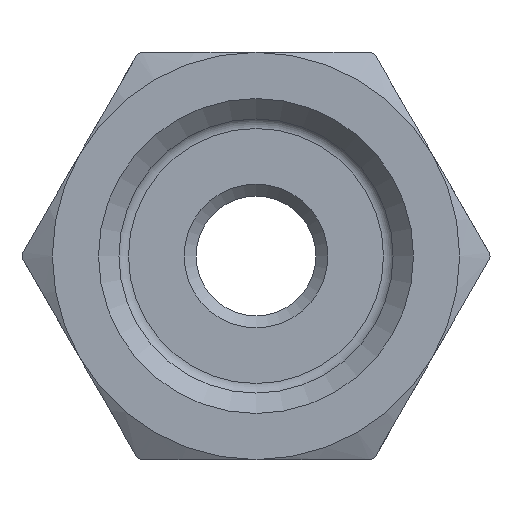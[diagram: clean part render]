
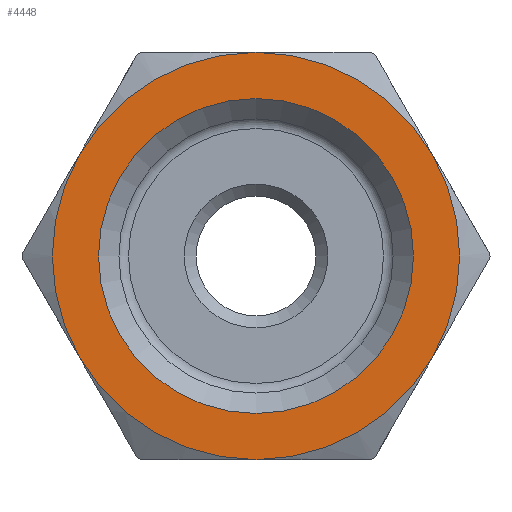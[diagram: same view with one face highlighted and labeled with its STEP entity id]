
A CAD part, left-side view. The second image highlights one B-rep face of the part: STEP entity #4448.
In plain terms, the highlighted planar face has unit normal (-1, 0, 0).
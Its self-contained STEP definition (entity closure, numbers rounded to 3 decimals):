
#808 = CIRCLE ( 'NONE', #814, 8.5 ) ;
#814 = AXIS2_PLACEMENT_3D ( 'NONE', #1223, #1231, #1246 ) ;
#820 = CIRCLE ( 'NONE', #822, 8.5 ) ;
#822 = AXIS2_PLACEMENT_3D ( 'NONE', #1278, #1294, #1257 ) ;
#1136 = CARTESIAN_POINT ( 'NONE',  ( 0., 0., 0. ) ) ;
#1138 = DIRECTION ( 'NONE',  ( -1., 0., 0. ) ) ;
#1140 = DIRECTION ( 'NONE',  ( 0., 0., -1. ) ) ;
#1144 = CARTESIAN_POINT ( 'NONE',  ( 0., 0., 0. ) ) ;
#1160 = DIRECTION ( 'NONE',  ( 0., 0., 1. ) ) ;
#1165 = DIRECTION ( 'NONE',  ( -1., 0., 0. ) ) ;
#1223 = CARTESIAN_POINT ( 'NONE',  ( 0., 0., 0. ) ) ;
#1231 = DIRECTION ( 'NONE',  ( -1., 0., 0. ) ) ;
#1246 = DIRECTION ( 'NONE',  ( 0., 0., -1. ) ) ;
#1257 = DIRECTION ( 'NONE',  ( 0., 0., -1. ) ) ;
#1262 = VERTEX_POINT ( 'NONE', #1266 ) ;
#1266 = CARTESIAN_POINT ( 'NONE',  ( 0., 0., 6.572 ) ) ;
#1278 = CARTESIAN_POINT ( 'NONE',  ( 0., 0., 0. ) ) ;
#1294 = DIRECTION ( 'NONE',  ( -1., 0., 0. ) ) ;
#2390 = DIRECTION ( 'NONE',  ( -1., 0., 0. ) ) ;
#2395 = CARTESIAN_POINT ( 'NONE',  ( 0., 0., 0. ) ) ;
#2396 = CARTESIAN_POINT ( 'NONE',  ( 0., 0., 0. ) ) ;
#2398 = DIRECTION ( 'NONE',  ( 0., 0., -1. ) ) ;
#2403 = DIRECTION ( 'NONE',  ( -1., 0., 0. ) ) ;
#2409 = DIRECTION ( 'NONE',  ( 0., 0., -1. ) ) ;
#2805 = AXIS2_PLACEMENT_3D ( 'NONE', #8696, #8684, #8701 ) ;
#2936 = AXIS2_PLACEMENT_3D ( 'NONE', #7397, #7420, #7421 ) ;
#2939 = CIRCLE ( 'NONE', #2936, 8.5 ) ;
#3229 = CIRCLE ( 'NONE', #3239, 6.572 ) ;
#3239 = AXIS2_PLACEMENT_3D ( 'NONE', #1144, #1138, #1160 ) ;
#3240 = CIRCLE ( 'NONE', #3243, 8.5 ) ;
#3243 = AXIS2_PLACEMENT_3D ( 'NONE', #1136, #1165, #1140 ) ;
#3245 = CIRCLE ( 'NONE', #3252, 8.5 ) ;
#3252 = AXIS2_PLACEMENT_3D ( 'NONE', #2396, #2390, #2398 ) ;
#3254 = CIRCLE ( 'NONE', #3267, 8.5 ) ;
#3267 = AXIS2_PLACEMENT_3D ( 'NONE', #2395, #2403, #2409 ) ;
#4448 = ADVANCED_FACE ( 'NONE', ( #8670, #8620 ), #8677, .T. ) ;
#4813 = EDGE_CURVE ( 'NONE', #5567, #5582, #2939, .T. ) ;
#5259 = EDGE_LOOP ( 'NONE', ( #6080, #6075, #6032, #6036, #6058, #6059 ) ) ;
#5287 = EDGE_LOOP ( 'NONE', ( #6090 ) ) ;
#5567 = VERTEX_POINT ( 'NONE', #9794 ) ;
#5578 = VERTEX_POINT ( 'NONE', #9766 ) ;
#5582 = VERTEX_POINT ( 'NONE', #9790 ) ;
#5595 = VERTEX_POINT ( 'NONE', #9815 ) ;
#5623 = VERTEX_POINT ( 'NONE', #9759 ) ;
#5681 = VERTEX_POINT ( 'NONE', #9884 ) ;
#6032 = ORIENTED_EDGE ( 'NONE', *, *, #8128, .T. ) ;
#6036 = ORIENTED_EDGE ( 'NONE', *, *, #8090, .T. ) ;
#6058 = ORIENTED_EDGE ( 'NONE', *, *, #8016, .T. ) ;
#6059 = ORIENTED_EDGE ( 'NONE', *, *, #4813, .T. ) ;
#6075 = ORIENTED_EDGE ( 'NONE', *, *, #8018, .T. ) ;
#6080 = ORIENTED_EDGE ( 'NONE', *, *, #8121, .T. ) ;
#6090 = ORIENTED_EDGE ( 'NONE', *, *, #8089, .F. ) ;
#7397 = CARTESIAN_POINT ( 'NONE',  ( 0., 0., 0. ) ) ;
#7420 = DIRECTION ( 'NONE',  ( -1., 0., 0. ) ) ;
#7421 = DIRECTION ( 'NONE',  ( 0., 0., -1. ) ) ;
#8016 = EDGE_CURVE ( 'NONE', #5681, #5567, #3245, .T. ) ;
#8018 = EDGE_CURVE ( 'NONE', #5595, #5578, #3254, .T. ) ;
#8089 = EDGE_CURVE ( 'NONE', #1262, #1262, #3229, .T. ) ;
#8090 = EDGE_CURVE ( 'NONE', #5623, #5681, #3240, .T. ) ;
#8121 = EDGE_CURVE ( 'NONE', #5582, #5595, #808, .T. ) ;
#8128 = EDGE_CURVE ( 'NONE', #5578, #5623, #820, .T. ) ;
#8620 = FACE_BOUND ( 'NONE', #5287, .T. ) ;
#8670 = FACE_OUTER_BOUND ( 'NONE', #5259, .T. ) ;
#8677 = PLANE ( 'NONE',  #2805 ) ;
#8684 = DIRECTION ( 'NONE',  ( -1., 0., 0. ) ) ;
#8696 = CARTESIAN_POINT ( 'NONE',  ( 0., 0., 0. ) ) ;
#8701 = DIRECTION ( 'NONE',  ( 0., -1., 0. ) ) ;
#9759 = CARTESIAN_POINT ( 'NONE',  ( 0., -7.361, -4.25 ) ) ;
#9766 = CARTESIAN_POINT ( 'NONE',  ( 0., 0., -8.5 ) ) ;
#9790 = CARTESIAN_POINT ( 'NONE',  ( 0., 7.361, 4.25 ) ) ;
#9794 = CARTESIAN_POINT ( 'NONE',  ( 0., 0., 8.5 ) ) ;
#9815 = CARTESIAN_POINT ( 'NONE',  ( 0., 7.361, -4.25 ) ) ;
#9884 = CARTESIAN_POINT ( 'NONE',  ( 0., -7.361, 4.25 ) ) ;
